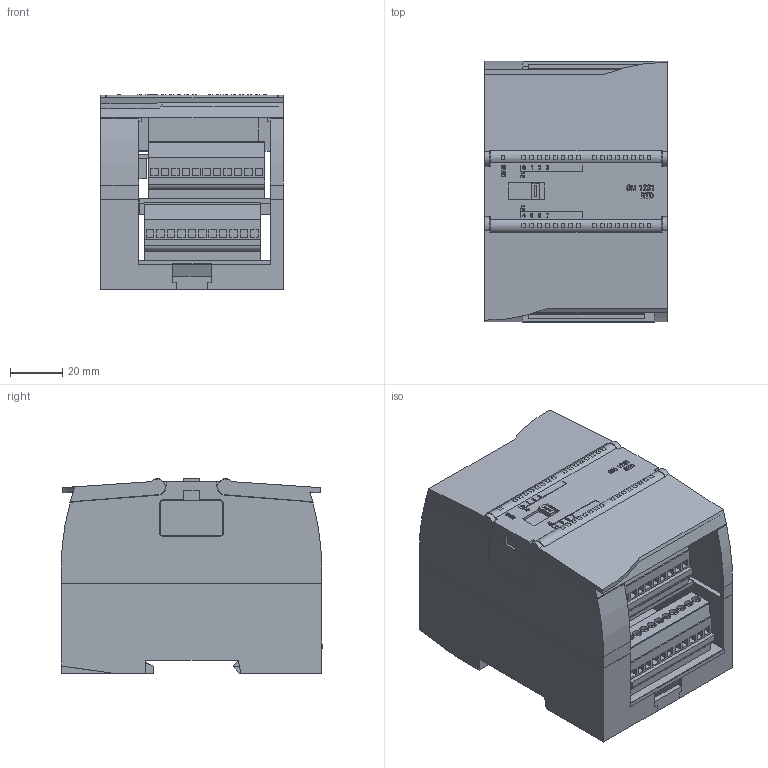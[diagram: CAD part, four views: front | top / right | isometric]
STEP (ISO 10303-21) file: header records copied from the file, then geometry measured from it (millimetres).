
FILE_DESCRIPTION(/* description */ (''),/* implementation_level */ '2;1');
FILE_NAME(/* name */ '6ES7231-5PF32-0XB0_3d.stp',/* time_stamp */ '2024-06-27T16:27:41+02:00',/* author */ (''),/* organization */ (''),/* preprocessor_version */ 'ST-DEVELOPER v18.102',/* originating_system */ 'SIEMENS PLM Software NX 2023',/* authorisation */ '');
FILE_SCHEMA (('AUTOMOTIVE_DESIGN { 1 0 10303 214 3 1 1 1 }'));
Products named in the file (4): A5E30161460A_RS-AA_002_1-cover; A5E30161453A_RS-AA_002_1-box_70_4; A5E31862901A_RS-AA_002_1-labeling; A5E31862868A_RS-AA_002_3-CAx_6ES72315PF320XB0
Assembly tree (4 placements, depth 2):
  A5E31862868A_RS-AA_002_3-CAx_6ES72315PF320XB0
    A5E31862901A_RS-AA_002_1-labeling
    A5E30161453A_RS-AA_002_1-box_70_4
    A5E30161460A_RS-AA_002_1-cover  x2
Bounding box: 70 x 100.4 x 74.66 mm (x, y, z)
Volume: 269643.2 mm3; surface area: 114859.1 mm2
Topology: 247 solids, 247 shells, 3113 faces, 7464 edges, 4946 vertices
Faces by surface type: plane 2706, extrusion 214, cylinder 193
Full cylindrical faces by diameter (mm): 0.997 x3, 0.999 x6, 2 x8, 3.4 x44, 4 x2
Entity records: 118181 total; most frequent: CARTESIAN_POINT 23582, ORIENTED_EDGE 14580, DIRECTION 13490, EDGE_CURVE 7290, VECTOR 6488, LINE 6274, VERTEX_POINT 4866, AXIS2_PLACEMENT_3D 3501
